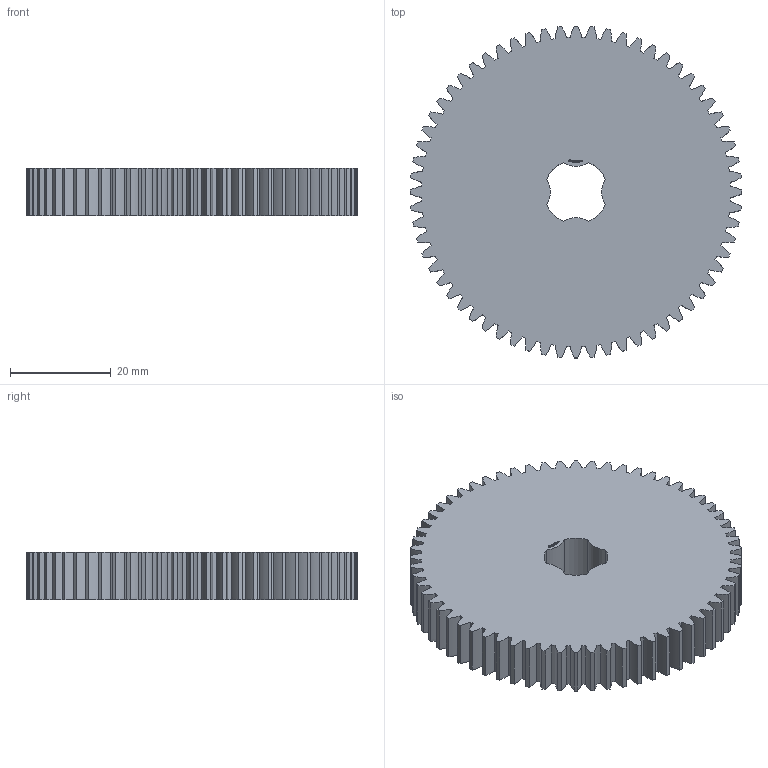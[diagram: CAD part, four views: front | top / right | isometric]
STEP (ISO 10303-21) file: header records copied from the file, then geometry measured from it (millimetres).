
FILE_DESCRIPTION(('FreeCAD Model'),'2;1');
FILE_NAME('Open CASCADE Shape Model','2024-03-10T20:11:16',(''),(''), 'Open CASCADE STEP processor 7.6','FreeCAD','Unknown');
FILE_SCHEMA(('AUTOMOTIVE_DESIGN { 1 0 10303 214 1 1 1 1 }'));
Products named in the file (1): Gear Wheel PLN TTH64 BU00.75 SFT-SHD - SPN-GWH-0235 (stemfie.org)
Bounding box: 66 x 66 x 9.38 mm (x, y, z)
Volume: 28989.9 mm3; surface area: 10372.1 mm2
Topology: 1 solids, 1 shells, 752 faces, 2163 edges, 1442 vertices
Faces by surface type: extrusion 422, plane 322, cylinder 8
Entity records: 69909 total; most frequent: CARTESIAN_POINT 24434, DIRECTION 5901, VECTOR 5191, LINE 4769, ORIENTED_EDGE 4326, PCURVE 4326, DEFINITIONAL_REPRESENTATION 4326, EDGE_CURVE 2163
